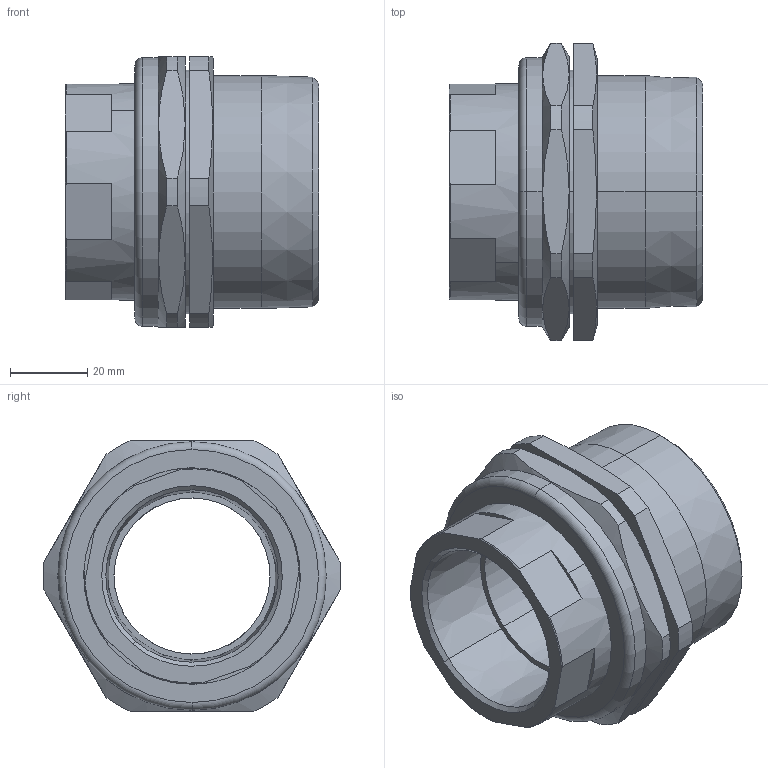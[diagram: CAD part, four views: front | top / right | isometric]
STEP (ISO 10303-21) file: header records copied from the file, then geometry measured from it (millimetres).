
FILE_DESCRIPTION (( 'STEP AP203' ), '1' );
FILE_NAME ('780DT6T55.STEP', '2023-03-29T08:39:50', ( '' ), ( '' ), 'SwSTEP 2.0', 'SolidWorks 2021', '' );
FILE_SCHEMA (( 'CONFIG_CONTROL_DESIGN' ));
Length unit declared in the file: millimetre
Products named in the file (1): 780DT6T55
Bounding box: 65.53 x 76.96 x 70 mm (x, y, z)
Volume: 90250.6 mm3; surface area: 28998.3 mm2
Topology: 1 solids, 4 shells, 102 faces, 248 edges, 156 vertices
Faces by surface type: cone 40, plane 34, cylinder 26, torus 2
Entity records: 3235 total; most frequent: CARTESIAN_POINT 735, DIRECTION 526, ORIENTED_EDGE 496, EDGE_CURVE 248, AXIS2_PLACEMENT_3D 215, VERTEX_POINT 156, EDGE_LOOP 112, CIRCLE 112
